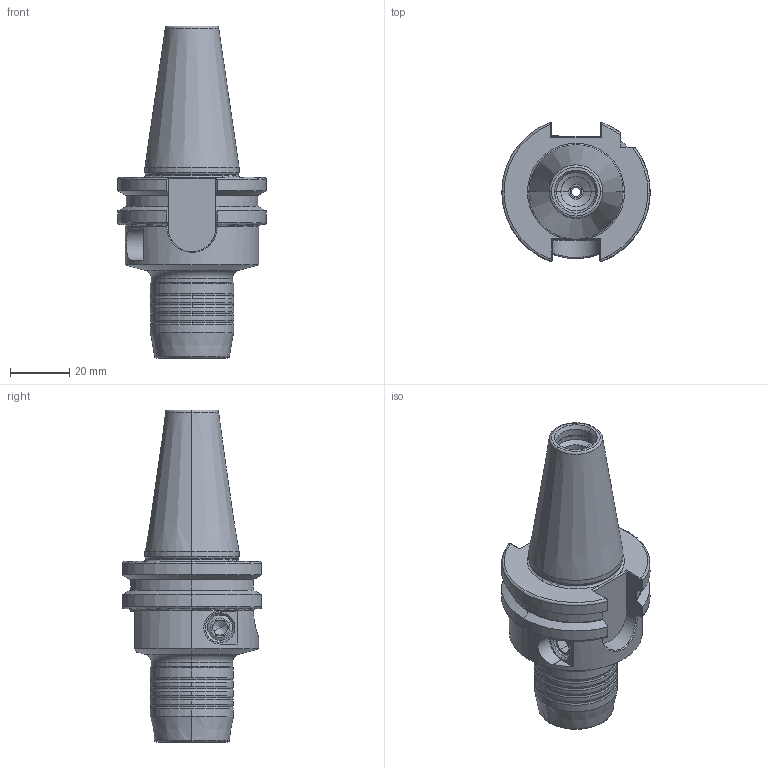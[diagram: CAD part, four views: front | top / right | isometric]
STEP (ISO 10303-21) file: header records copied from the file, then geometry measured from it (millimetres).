
FILE_DESCRIPTION (( 'STEP AP214' ), '1' );
FILE_NAME ('77.301.008 x=64_step.STEP', '2020-09-22T05:45:21', ( '' ), ( '' ), 'SwSTEP 2.0', 'SolidWorks 2018', '' );
FILE_SCHEMA (( 'AUTOMOTIVE_DESIGN' ));
Length unit declared in the file: millimetre
Products named in the file (1): 77.301.008 x=64_step
Bounding box: 49.95 x 46.97 x 111.8 mm (x, y, z)
Volume: 83928.1 mm3; surface area: 26297.7 mm2
Topology: 9 solids, 9 shells, 436 faces, 1028 edges, 615 vertices
Faces by surface type: cylinder 132, plane 112, cone 96, torus 77, bspline 15, sphere 4
Entity records: 21720 total; most frequent: CARTESIAN_POINT 6857, DIRECTION 2204, ORIENTED_EDGE 2018, EDGE_CURVE 1009, AXIS2_PLACEMENT_3D 916, VERTEX_POINT 611, CIRCLE 494, EDGE_LOOP 470
